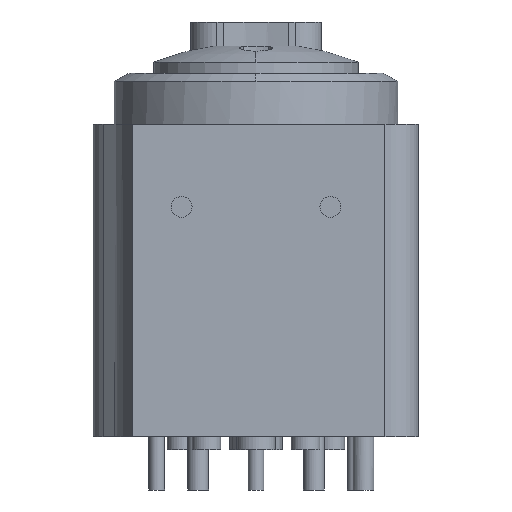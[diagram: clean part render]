
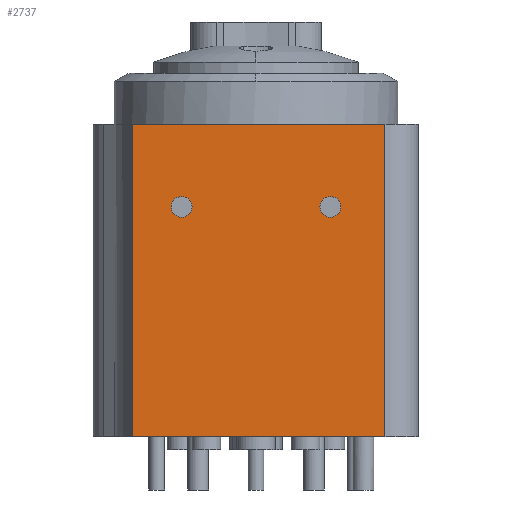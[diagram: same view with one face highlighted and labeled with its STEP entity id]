
A CAD part, front view. The second image highlights one B-rep face of the part: STEP entity #2737.
In plain terms, the highlighted planar face has unit normal (0, -1, 0).
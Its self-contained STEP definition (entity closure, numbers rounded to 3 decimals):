
#288=DIRECTION('',(1.,0.,0.));
#289=VECTOR('',#288,19.4);
#290=CARTESIAN_POINT('',(-9.5,-12.5,0.));
#291=LINE('',#290,#289);
#347=DIRECTION('',(1.,0.,0.));
#348=VECTOR('',#347,19.4);
#349=CARTESIAN_POINT('',(-9.5,-12.5,-24.));
#350=LINE('',#349,#348);
#1144=DIRECTION('',(0.,0.,-1.));
#1145=VECTOR('',#1144,24.);
#1146=CARTESIAN_POINT('',(-9.5,-12.5,0.));
#1147=LINE('',#1146,#1145);
#1148=CARTESIAN_POINT('',(5.715,-12.5,-6.35));
#1149=DIRECTION('',(0.,-1.,0.));
#1150=DIRECTION('',(-1.,0.,0.));
#1151=AXIS2_PLACEMENT_3D('',#1148,#1149,#1150);
#1153=CARTESIAN_POINT('',(5.715,-12.5,-6.35));
#1154=DIRECTION('',(0.,-1.,0.));
#1155=DIRECTION('',(1.,0.,0.));
#1156=AXIS2_PLACEMENT_3D('',#1153,#1154,#1155);
#1158=CARTESIAN_POINT('',(-5.715,-12.5,-6.35));
#1159=DIRECTION('',(0.,-1.,0.));
#1160=DIRECTION('',(-1.,0.,0.));
#1161=AXIS2_PLACEMENT_3D('',#1158,#1159,#1160);
#1163=CARTESIAN_POINT('',(-5.715,-12.5,-6.35));
#1164=DIRECTION('',(0.,-1.,0.));
#1165=DIRECTION('',(1.,0.,0.));
#1166=AXIS2_PLACEMENT_3D('',#1163,#1164,#1165);
#1168=DIRECTION('',(0.,0.,-1.));
#1169=VECTOR('',#1168,24.);
#1170=CARTESIAN_POINT('',(9.9,-12.5,0.));
#1171=LINE('',#1170,#1169);
#1455=CARTESIAN_POINT('',(-9.5,-12.5,0.));
#1456=CARTESIAN_POINT('',(9.9,-12.5,0.));
#1457=VERTEX_POINT('',#1455);
#1458=VERTEX_POINT('',#1456);
#1481=CARTESIAN_POINT('',(-9.5,-12.5,-24.));
#1482=VERTEX_POINT('',#1481);
#1483=CARTESIAN_POINT('',(9.9,-12.5,-24.));
#1484=VERTEX_POINT('',#1483);
#1543=CARTESIAN_POINT('',(4.915,-12.5,-6.35));
#1544=CARTESIAN_POINT('',(6.515,-12.5,-6.35));
#1545=VERTEX_POINT('',#1543);
#1546=VERTEX_POINT('',#1544);
#1675=CARTESIAN_POINT('',(-6.515,-12.5,-6.35));
#1676=CARTESIAN_POINT('',(-4.915,-12.5,-6.35));
#1677=VERTEX_POINT('',#1675);
#1678=VERTEX_POINT('',#1676);
#2713=CARTESIAN_POINT('',(-9.5,-12.5,0.));
#2714=DIRECTION('',(0.,-1.,0.));
#2715=DIRECTION('',(1.,0.,0.));
#2716=AXIS2_PLACEMENT_3D('',#2713,#2714,#2715);
#2717=PLANE('',#2716);
#2718=ORIENTED_EDGE('',*,*,#1809,.T.);
#2720=ORIENTED_EDGE('',*,*,#2719,.T.);
#2721=ORIENTED_EDGE('',*,*,#1869,.F.);
#2722=ORIENTED_EDGE('',*,*,#2706,.F.);
#2723=EDGE_LOOP('',(#2718,#2720,#2721,#2722));
#2724=FACE_OUTER_BOUND('',#2723,.F.);
#2726=ORIENTED_EDGE('',*,*,#2725,.T.);
#2728=ORIENTED_EDGE('',*,*,#2727,.T.);
#2729=EDGE_LOOP('',(#2726,#2728));
#2730=FACE_BOUND('',#2729,.F.);
#2732=ORIENTED_EDGE('',*,*,#2731,.T.);
#2734=ORIENTED_EDGE('',*,*,#2733,.T.);
#2735=EDGE_LOOP('',(#2732,#2734));
#2736=FACE_BOUND('',#2735,.F.);
#1152=CIRCLE('',#1151,0.8);
#1157=CIRCLE('',#1156,0.8);
#1162=CIRCLE('',#1161,0.8);
#1167=CIRCLE('',#1166,0.8);
#1809=EDGE_CURVE('',#1457,#1458,#291,.T.);
#1869=EDGE_CURVE('',#1482,#1484,#350,.T.);
#2706=EDGE_CURVE('',#1457,#1482,#1147,.T.);
#2719=EDGE_CURVE('',#1458,#1484,#1171,.T.);
#2725=EDGE_CURVE('',#1545,#1546,#1152,.T.);
#2727=EDGE_CURVE('',#1546,#1545,#1157,.T.);
#2731=EDGE_CURVE('',#1677,#1678,#1162,.T.);
#2733=EDGE_CURVE('',#1678,#1677,#1167,.T.);
#2737=ADVANCED_FACE('',(#2724,#2730,#2736),#2717,.T.);
